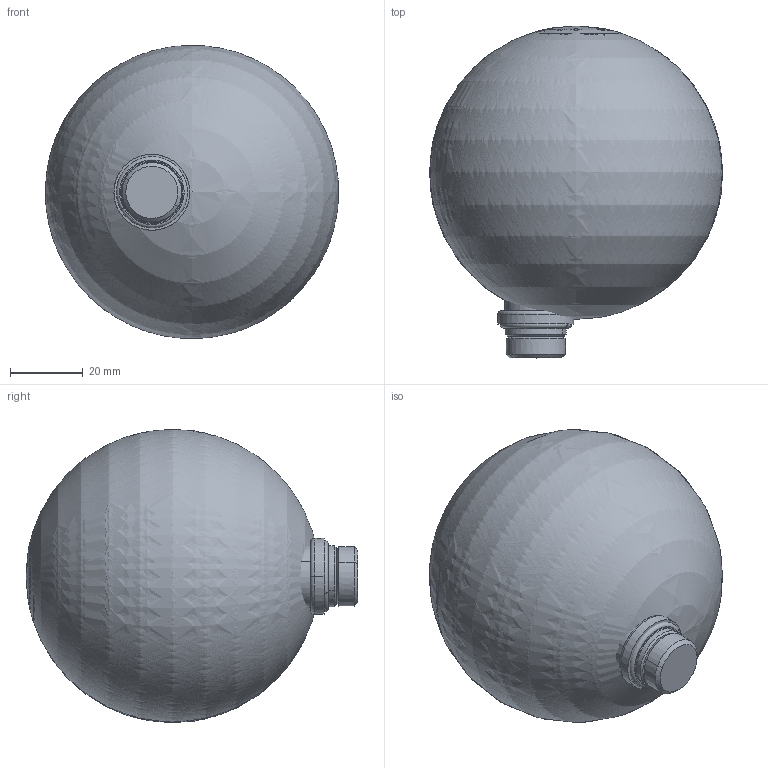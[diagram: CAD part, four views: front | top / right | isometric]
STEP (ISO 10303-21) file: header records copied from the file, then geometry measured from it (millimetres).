
FILE_DESCRIPTION((''),'2;1');
FILE_NAME('_2373020001_SW0001','2017-02-10T',('sparenzan'),(''),'CREO PARAMETRIC BY PTC INC, 2016050','CREO PARAMETRIC BY PTC INC, 2016050','');
FILE_SCHEMA(('CONFIG_CONTROL_DESIGN'));
Products named in the file (1): _2373020001_SW0001
Bounding box: 80.4 x 91 x 80.4 mm (x, y, z)
Surface area: 296848.7 mm2 (no closed solid volume)
Topology: 0 solids, 0 shells, 482 faces, 2515 edges, 2421 vertices
Faces by surface type: bspline 383, torus 57, sphere 42
Entity records: 44612 total; most frequent: CARTESIAN_POINT 23919, DIRECTION 3302, TRIMMED_CURVE 2515, DEFINITIONAL_REPRESENTATION 2356, PCURVE 2356, COMPOSITE_CURVE_SEGMENT 2356, VECTOR 1926, LINE 1926
